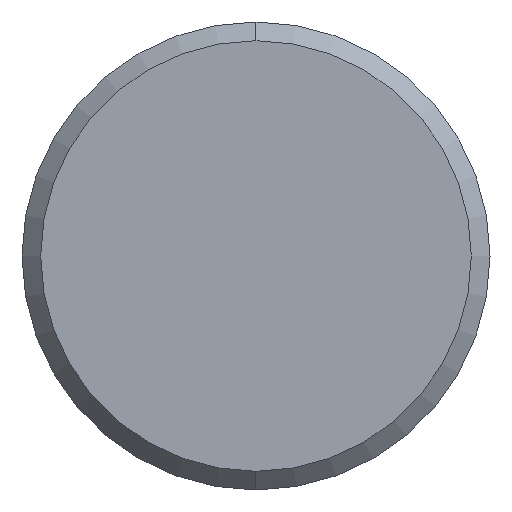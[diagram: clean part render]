
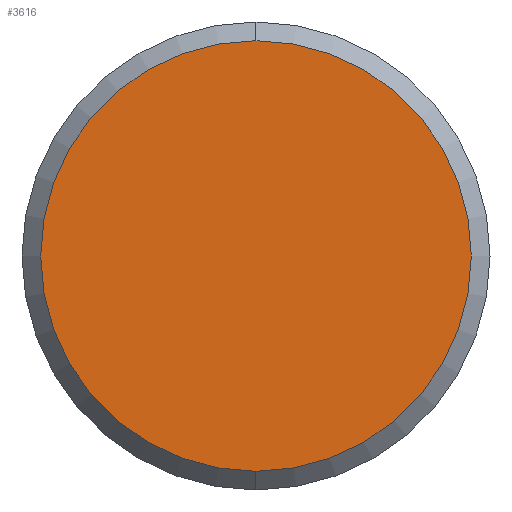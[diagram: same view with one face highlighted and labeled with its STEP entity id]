
A CAD part, left-side view. The second image highlights one B-rep face of the part: STEP entity #3616.
In plain terms, the highlighted planar face has unit normal (-1, 0, 0).
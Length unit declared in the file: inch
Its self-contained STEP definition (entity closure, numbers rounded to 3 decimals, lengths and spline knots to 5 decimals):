
#21 = VERTEX_POINT ( 'NONE', #3710 ) ;
#891 = DIRECTION ( 'NONE',  ( 0., 0., -1. ) ) ;
#932 = EDGE_CURVE ( 'NONE', #3416, #21, #2320, .T. ) ;
#973 = EDGE_LOOP ( 'NONE', ( #2195, #6402 ) ) ;
#1599 = CARTESIAN_POINT ( 'NONE',  ( 0., 0., 0. ) ) ;
#1669 = CARTESIAN_POINT ( 'NONE',  ( 0., 0., 0. ) ) ;
#1708 = DIRECTION ( 'NONE',  ( 1., 0., 0. ) ) ;
#1817 = PLANE ( 'NONE',  #3037 ) ;
#2106 = CARTESIAN_POINT ( 'NONE',  ( 0., 0., 0. ) ) ;
#2195 = ORIENTED_EDGE ( 'NONE', *, *, #4489, .T. ) ;
#2229 = CIRCLE ( 'NONE', #6992, 0.22985 ) ;
#2320 = CIRCLE ( 'NONE', #6483, 0.22985 ) ;
#3037 = AXIS2_PLACEMENT_3D ( 'NONE', #1669, #1708, #4011 ) ;
#3416 = VERTEX_POINT ( 'NONE', #4987 ) ;
#3616 = ADVANCED_FACE ( 'NONE', ( #5160 ), #1817, .F. ) ;
#3686 = DIRECTION ( 'NONE',  ( -1., 0., 0. ) ) ;
#3710 = CARTESIAN_POINT ( 'NONE',  ( 0., 0., -0.22985 ) ) ;
#4011 = DIRECTION ( 'NONE',  ( 0., 0., -1. ) ) ;
#4489 = EDGE_CURVE ( 'NONE', #21, #3416, #2229, .T. ) ;
#4987 = CARTESIAN_POINT ( 'NONE',  ( 0., 0., 0.22985 ) ) ;
#5160 = FACE_OUTER_BOUND ( 'NONE', #973, .T. ) ;
#6402 = ORIENTED_EDGE ( 'NONE', *, *, #932, .T. ) ;
#6483 = AXIS2_PLACEMENT_3D ( 'NONE', #2106, #3686, #891 ) ;
#6618 = DIRECTION ( 'NONE',  ( -1., 0., 0. ) ) ;
#6656 = DIRECTION ( 'NONE',  ( 0., 0., -1. ) ) ;
#6992 = AXIS2_PLACEMENT_3D ( 'NONE', #1599, #6618, #6656 ) ;
